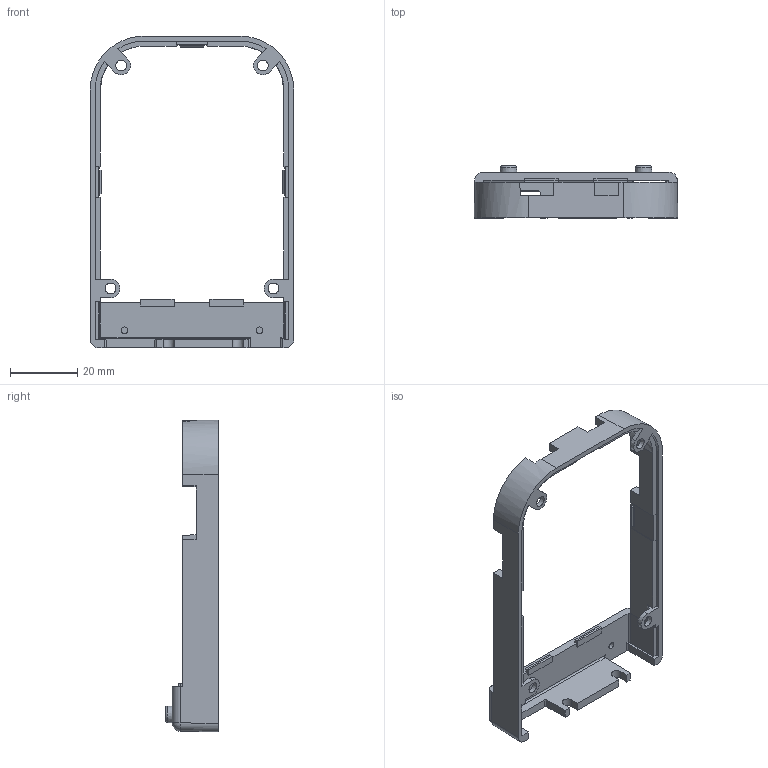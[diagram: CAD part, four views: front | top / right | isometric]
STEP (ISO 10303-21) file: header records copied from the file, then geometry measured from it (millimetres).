
FILE_DESCRIPTION(/* description */ (''),/* implementation_level */ '2;1');
FILE_NAME(/* name */ 'BB Blue encl -Middle.stp',/* time_stamp */ '2017-06-06T15:32:38-04:00',/* author */ ('lwalsh'),/* organization */ (''),/* preprocessor_version */ 'ST-DEVELOPER v16.13',/* originating_system */ 'Autodesk Inventor 2018',/* authorisation */ '');
FILE_SCHEMA (('AUTOMOTIVE_DESIGN { 1 0 10303 214 3 1 1 }'));
Length unit declared in the file: millimetre
Products named in the file (1): top2
Bounding box: 60.35 x 15.6 x 92.4 mm (x, y, z)
Volume: 8758.8 mm3; surface area: 8779.7 mm2
Topology: 1 solids, 1 shells, 195 faces, 551 edges, 360 vertices
Faces by surface type: plane 152, cylinder 19, cone 14, bspline 6, torus 2, sphere 2
Full cylindrical faces by diameter (mm): 2 x2
Entity records: 6357 total; most frequent: CARTESIAN_POINT 1258, ORIENTED_EDGE 1078, DIRECTION 999, EDGE_CURVE 539, LINE 439, VECTOR 439, VERTEX_POINT 358, AXIS2_PLACEMENT_3D 280
